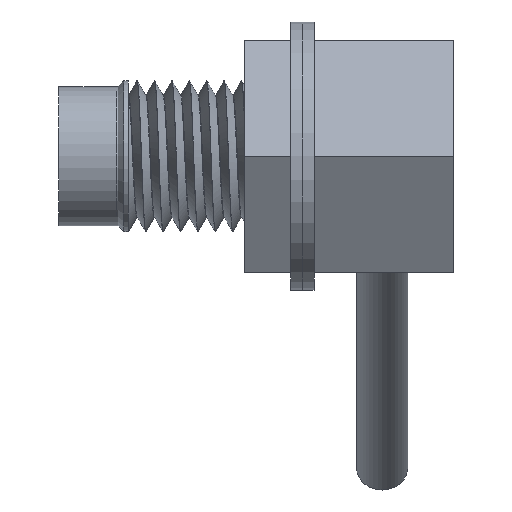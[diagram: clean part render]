
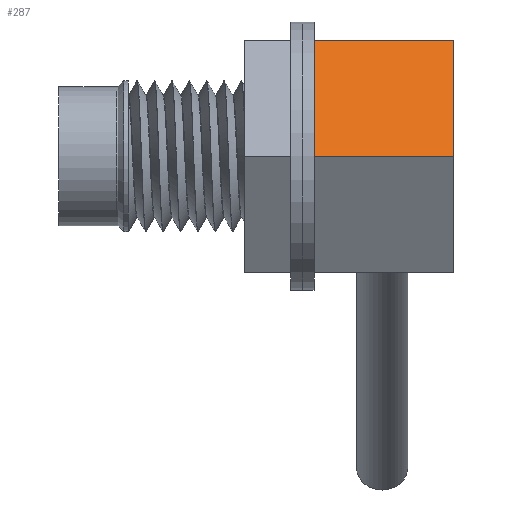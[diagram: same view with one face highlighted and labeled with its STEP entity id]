
A CAD part, front view. The second image highlights one B-rep face of the part: STEP entity #287.
In plain terms, the highlighted planar face has unit normal (0, -0.866, 0.5).
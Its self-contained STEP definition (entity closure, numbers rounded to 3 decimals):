
#130=LINE('',#968,#173);
#144=LINE('',#996,#187);
#145=LINE('',#998,#188);
#146=LINE('',#999,#189);
#173=VECTOR('',#808,1.);
#187=VECTOR('',#830,1.);
#188=VECTOR('',#833,1.);
#189=VECTOR('',#834,1.);
#216=FACE_OUTER_BOUND('',#356,.T.);
#252=PLANE('',#699);
#287=ADVANCED_FACE('',(#216),#252,.T.);
#356=EDGE_LOOP('',(#456,#457,#458,#459));
#456=ORIENTED_EDGE('',*,*,#617,.F.);
#457=ORIENTED_EDGE('',*,*,#616,.F.);
#458=ORIENTED_EDGE('',*,*,#618,.T.);
#459=ORIENTED_EDGE('',*,*,#602,.T.);
#542=VERTEX_POINT('',#966);
#544=VERTEX_POINT('',#969);
#552=VERTEX_POINT('',#993);
#553=VERTEX_POINT('',#995);
#602=EDGE_CURVE('',#544,#542,#130,.T.);
#616=EDGE_CURVE('',#553,#552,#144,.T.);
#617=EDGE_CURVE('',#552,#542,#145,.T.);
#618=EDGE_CURVE('',#553,#544,#146,.T.);
#699=AXIS2_PLACEMENT_3D('',#1000,#835,#836);
#808=DIRECTION('',(1.,0.,0.));
#830=DIRECTION('',(1.,0.,0.));
#833=DIRECTION('',(0.,-0.5,-0.866));
#834=DIRECTION('',(0.,-0.5,-0.866));
#835=DIRECTION('',(0.,-0.866,0.5));
#836=DIRECTION('',(0.,-0.5,-0.866));
#966=CARTESIAN_POINT('',(17.,-5.774,0.));
#968=CARTESIAN_POINT('',(11.,-5.774,0.));
#969=CARTESIAN_POINT('',(11.,-5.774,0.));
#993=CARTESIAN_POINT('',(17.,-2.887,5.));
#995=CARTESIAN_POINT('',(11.,-2.887,5.));
#996=CARTESIAN_POINT('',(11.,-2.887,5.));
#998=CARTESIAN_POINT('',(17.,-2.887,5.));
#999=CARTESIAN_POINT('',(11.,-2.887,5.));
#1000=CARTESIAN_POINT('',(11.,-2.887,5.));
